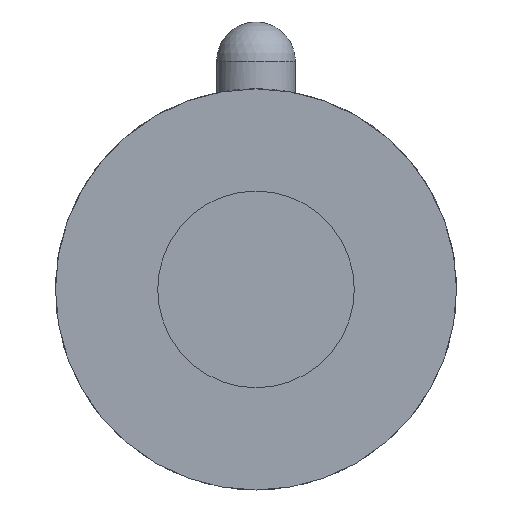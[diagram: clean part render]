
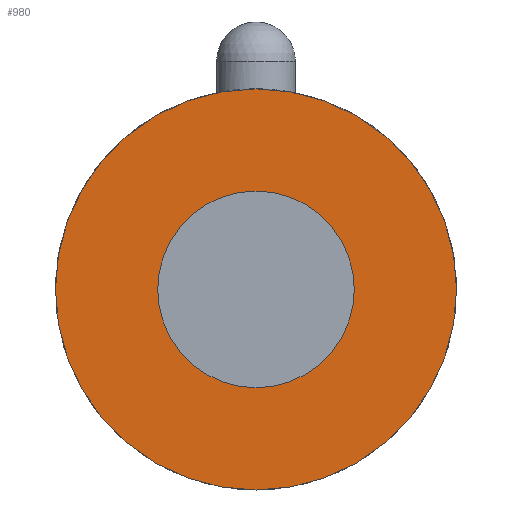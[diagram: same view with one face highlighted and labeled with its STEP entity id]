
A CAD part, front view. The second image highlights one B-rep face of the part: STEP entity #980.
In plain terms, the highlighted planar face has unit normal (0, -1, 0).
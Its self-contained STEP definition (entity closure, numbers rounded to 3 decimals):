
#310=CARTESIAN_POINT('',(0.,-3.775,0.));
#311=DIRECTION('',(0.,-1.,0.));
#312=DIRECTION('',(-1.,0.,0.));
#313=AXIS2_PLACEMENT_3D('',#310,#311,#312);
#315=CARTESIAN_POINT('',(0.,-3.775,0.));
#316=DIRECTION('',(0.,1.,0.));
#317=DIRECTION('',(-1.,0.,0.));
#318=AXIS2_PLACEMENT_3D('',#315,#316,#317);
#324=CARTESIAN_POINT('',(0.,-3.775,0.));
#325=DIRECTION('',(0.,1.,0.));
#326=DIRECTION('',(-1.,0.,0.));
#327=AXIS2_PLACEMENT_3D('',#324,#325,#326);
#333=CARTESIAN_POINT('',(0.,-3.775,0.));
#334=DIRECTION('',(0.,-1.,0.));
#335=DIRECTION('',(-1.,0.,0.));
#336=AXIS2_PLACEMENT_3D('',#333,#334,#335);
#504=CARTESIAN_POINT('',(-2.55,-3.775,0.));
#506=VERTEX_POINT('',#504);
#520=CARTESIAN_POINT('',(2.55,-3.775,0.));
#522=VERTEX_POINT('',#520);
#523=CARTESIAN_POINT('',(-1.25,-3.775,0.));
#525=VERTEX_POINT('',#523);
#527=CARTESIAN_POINT('',(1.25,-3.775,0.));
#529=VERTEX_POINT('',#527);
#965=CARTESIAN_POINT('',(0.,-3.775,0.));
#966=DIRECTION('',(0.,-1.,0.));
#967=DIRECTION('',(-1.,0.,0.));
#968=AXIS2_PLACEMENT_3D('',#965,#966,#967);
#969=PLANE('',#968);
#970=ORIENTED_EDGE('',*,*,#958,.F.);
#971=ORIENTED_EDGE('',*,*,#947,.T.);
#972=EDGE_LOOP('',(#970,#971));
#973=FACE_OUTER_BOUND('',#972,.F.);
#975=ORIENTED_EDGE('',*,*,#974,.F.);
#977=ORIENTED_EDGE('',*,*,#976,.T.);
#978=EDGE_LOOP('',(#975,#977));
#979=FACE_BOUND('',#978,.F.);
#314=CIRCLE('',#313,2.55);
#319=CIRCLE('',#318,2.55);
#328=CIRCLE('',#327,1.25);
#337=CIRCLE('',#336,1.25);
#947=EDGE_CURVE('',#506,#522,#319,.T.);
#958=EDGE_CURVE('',#506,#522,#314,.T.);
#974=EDGE_CURVE('',#525,#529,#328,.T.);
#976=EDGE_CURVE('',#525,#529,#337,.T.);
#980=ADVANCED_FACE('',(#973,#979),#969,.T.);
